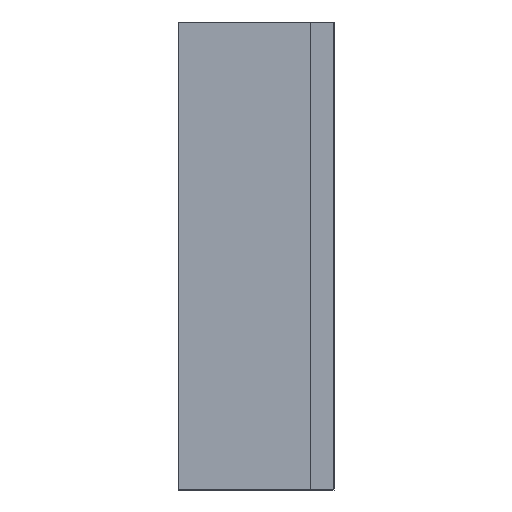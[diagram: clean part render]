
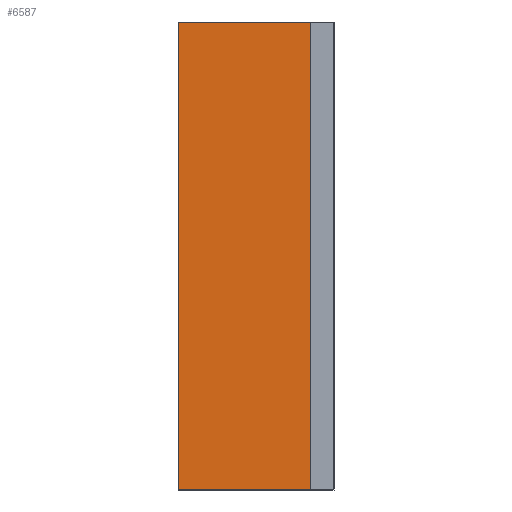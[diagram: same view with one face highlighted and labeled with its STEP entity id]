
A CAD part, left-side view. The second image highlights one B-rep face of the part: STEP entity #6587.
In plain terms, the highlighted planar face has unit normal (-1, 0, 0).
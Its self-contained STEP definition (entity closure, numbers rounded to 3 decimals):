
#293 = CARTESIAN_POINT ( 'NONE',  ( -2.25, 1., 1.5 ) ) ;
#567 = EDGE_CURVE ( 'NONE', #4448, #6927, #7098, .T. ) ;
#1318 = DIRECTION ( 'NONE',  ( 0., 0., 1. ) ) ;
#1423 = VECTOR ( 'NONE', #1835, 1000. ) ;
#1458 = ORIENTED_EDGE ( 'NONE', *, *, #5451, .T. ) ;
#1708 = VECTOR ( 'NONE', #1318, 1000. ) ;
#1712 = VERTEX_POINT ( 'NONE', #3268 ) ;
#1835 = DIRECTION ( 'NONE',  ( 0., 0., 1. ) ) ;
#1925 = CARTESIAN_POINT ( 'NONE',  ( -2.25, 0.15, -1.5 ) ) ;
#1990 = EDGE_CURVE ( 'NONE', #4448, #2203, #6243, .T. ) ;
#2203 = VERTEX_POINT ( 'NONE', #293 ) ;
#2246 = LINE ( 'NONE', #2637, #3357 ) ;
#2399 = CARTESIAN_POINT ( 'NONE',  ( -2.25, 1., 1.5 ) ) ;
#2637 = CARTESIAN_POINT ( 'NONE',  ( -2.25, 1., 1.5 ) ) ;
#2655 = DIRECTION ( 'NONE',  ( 0., -1., 0. ) ) ;
#2656 = CARTESIAN_POINT ( 'NONE',  ( -2.25, 1., -1.5 ) ) ;
#2813 = EDGE_CURVE ( 'NONE', #2203, #1712, #2246, .T. ) ;
#2872 = LINE ( 'NONE', #5691, #1423 ) ;
#3268 = CARTESIAN_POINT ( 'NONE',  ( -2.25, 0.15, 1.5 ) ) ;
#3357 = VECTOR ( 'NONE', #2655, 1000. ) ;
#3954 = CARTESIAN_POINT ( 'NONE',  ( -2.25, 1., 1.5 ) ) ;
#4024 = DIRECTION ( 'NONE',  ( 1., 0., 0. ) ) ;
#4112 = PLANE ( 'NONE',  #5555 ) ;
#4288 = VECTOR ( 'NONE', #4476, 1000. ) ;
#4440 = EDGE_LOOP ( 'NONE', ( #6823, #1458, #6855, #6356 ) ) ;
#4448 = VERTEX_POINT ( 'NONE', #2656 ) ;
#4476 = DIRECTION ( 'NONE',  ( 0., -1., 0. ) ) ;
#5451 = EDGE_CURVE ( 'NONE', #6927, #1712, #2872, .T. ) ;
#5555 = AXIS2_PLACEMENT_3D ( 'NONE', #2399, #4024, #5680 ) ;
#5680 = DIRECTION ( 'NONE',  ( 0., 0., -1. ) ) ;
#5691 = CARTESIAN_POINT ( 'NONE',  ( -2.25, 0.15, 1.5 ) ) ;
#6053 = CARTESIAN_POINT ( 'NONE',  ( -2.25, 1., -1.5 ) ) ;
#6243 = LINE ( 'NONE', #3954, #1708 ) ;
#6356 = ORIENTED_EDGE ( 'NONE', *, *, #1990, .F. ) ;
#6587 = ADVANCED_FACE ( 'NONE', ( #7033 ), #4112, .F. ) ;
#6823 = ORIENTED_EDGE ( 'NONE', *, *, #567, .T. ) ;
#6855 = ORIENTED_EDGE ( 'NONE', *, *, #2813, .F. ) ;
#6927 = VERTEX_POINT ( 'NONE', #1925 ) ;
#7033 = FACE_OUTER_BOUND ( 'NONE', #4440, .T. ) ;
#7098 = LINE ( 'NONE', #6053, #4288 ) ;
